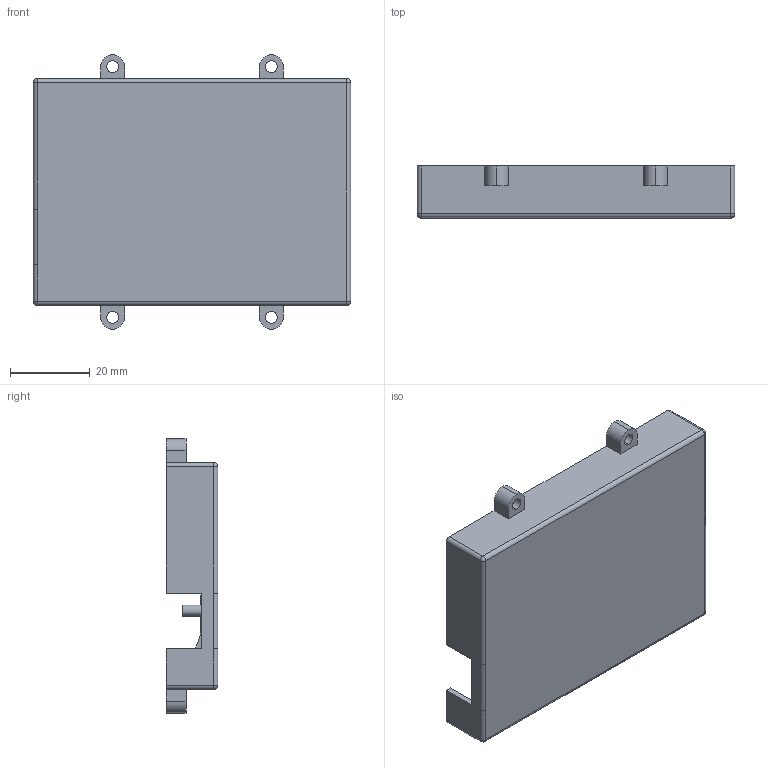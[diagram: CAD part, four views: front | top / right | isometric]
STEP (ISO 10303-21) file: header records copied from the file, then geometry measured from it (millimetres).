
FILE_DESCRIPTION (( 'STEP AP203' ), '1' );
FILE_NAME ('Probe enclosure - Bottom part - Github.STEP', '2026-02-16T16:15:42', ( '' ), ( '' ), 'SwSTEP 2.0', 'SolidWorks 2024', '' );
FILE_SCHEMA (( 'CONFIG_CONTROL_DESIGN' ));
Length unit declared in the file: millimetre
Products named in the file (1): Probe enclosure - Bottom part - Github
Bounding box: 79.8 x 13 x 69 mm (x, y, z)
Volume: 13408.8 mm3; surface area: 15088 mm2
Topology: 1 solids, 1 shells, 98 faces, 268 edges, 163 vertices
Faces by surface type: cylinder 49, plane 34, sphere 8, torus 5, bspline 2
Entity records: 3265 total; most frequent: CARTESIAN_POINT 666, DIRECTION 554, ORIENTED_EDGE 520, EDGE_CURVE 260, AXIS2_PLACEMENT_3D 205, VERTEX_POINT 163, VECTOR 144, LINE 144
